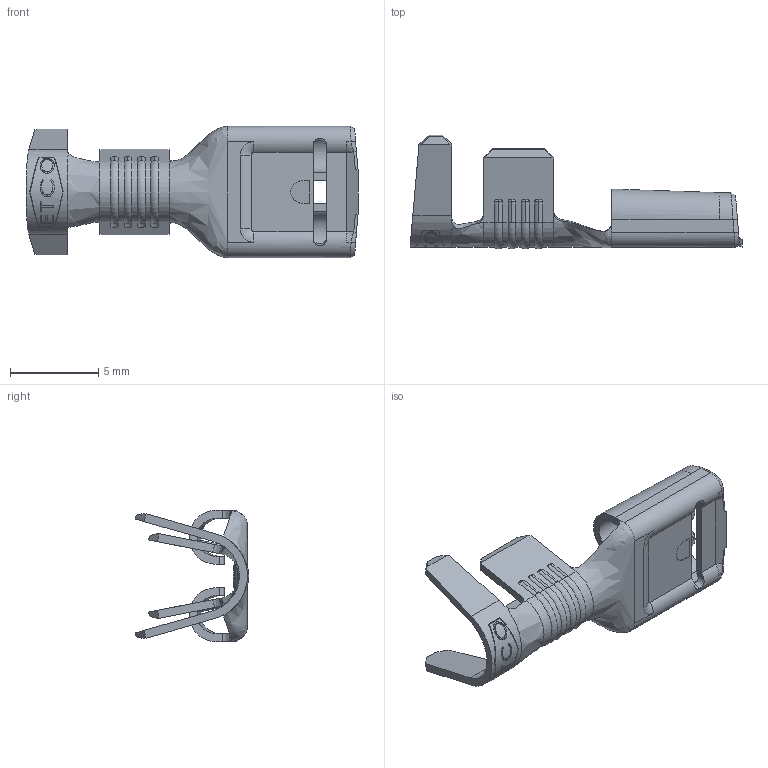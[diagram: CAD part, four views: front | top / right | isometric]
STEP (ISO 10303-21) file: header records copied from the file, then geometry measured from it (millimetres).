
FILE_DESCRIPTION (( 'STEP AP203' ), '1' );
FILE_NAME ('07956.STEP', '2015-02-18T17:48:31', ( '' ), ( '' ), 'SwSTEP 2.0', 'SolidWorks 2014', '' );
FILE_SCHEMA (( 'CONFIG_CONTROL_DESIGN' ));
Length unit declared in the file: inch
Products named in the file (1): 07956
Bounding box: 18.8 x 6.43 x 7.43 mm (x, y, z)
Volume: 104.6 mm3; surface area: 524.8 mm2
Topology: 1 solids, 1 shells, 305 faces, 852 edges, 556 vertices
Faces by surface type: plane 137, cylinder 65, bspline 65, torus 26, cone 12
Entity records: 13153 total; most frequent: CARTESIAN_POINT 5884, ORIENTED_EDGE 1704, DIRECTION 1194, EDGE_CURVE 852, VERTEX_POINT 556, LINE 418, VECTOR 418, AXIS2_PLACEMENT_3D 388
